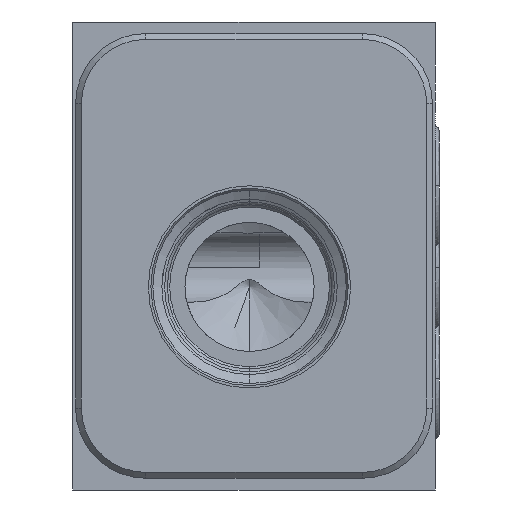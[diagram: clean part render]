
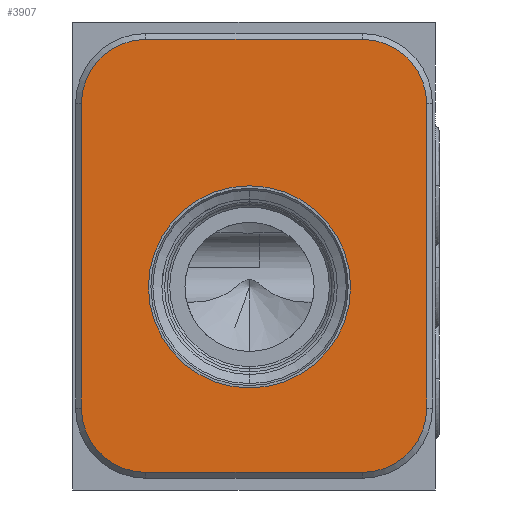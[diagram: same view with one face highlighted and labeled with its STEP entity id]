
A CAD part, left-side view. The second image highlights one B-rep face of the part: STEP entity #3907.
In plain terms, the highlighted planar face has unit normal (-1, 0, 0).
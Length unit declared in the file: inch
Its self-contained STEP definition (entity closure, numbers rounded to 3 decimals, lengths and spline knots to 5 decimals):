
#992=CARTESIAN_POINT('',(0.,-1.547,0.438));
#993=DIRECTION('',(1.,0.,0.));
#994=DIRECTION('',(0.,-1.,0.));
#995=AXIS2_PLACEMENT_3D('',#992,#993,#994);
#1006=CARTESIAN_POINT('',(0.,-0.945,1.085));
#1007=DIRECTION('',(1.,0.,0.));
#1008=DIRECTION('',(0.,0.,-1.));
#1009=AXIS2_PLACEMENT_3D('',#1006,#1007,#1008);
#1011=CARTESIAN_POINT('',(0.,-0.945,1.085));
#1012=DIRECTION('',(1.,0.,0.));
#1013=DIRECTION('',(0.,0.,1.));
#1014=AXIS2_PLACEMENT_3D('',#1011,#1012,#1013);
#2409=DIRECTION('',(0.,1.,0.));
#2410=VECTOR('',#2409,1.156);
#2411=CARTESIAN_POINT('',(0.,-1.547,0.094));
#2412=LINE('',#2411,#2410);
#2429=CARTESIAN_POINT('',(0.,-0.391,0.438));
#2430=DIRECTION('',(1.,0.,0.));
#2431=DIRECTION('',(0.,0.,-1.));
#2432=AXIS2_PLACEMENT_3D('',#2429,#2430,#2431);
#2447=DIRECTION('',(0.,0.,1.));
#2448=VECTOR('',#2447,1.625);
#2449=CARTESIAN_POINT('',(0.,-0.047,0.438));
#2450=LINE('',#2449,#2448);
#2463=CARTESIAN_POINT('',(0.,-0.391,2.063));
#2464=DIRECTION('',(1.,0.,0.));
#2465=DIRECTION('',(0.,1.,0.));
#2466=AXIS2_PLACEMENT_3D('',#2463,#2464,#2465);
#2477=DIRECTION('',(0.,-1.,0.));
#2478=VECTOR('',#2477,1.156);
#2479=CARTESIAN_POINT('',(0.,-0.391,2.407));
#2480=LINE('',#2479,#2478);
#2497=CARTESIAN_POINT('',(0.,-1.547,2.063));
#2498=DIRECTION('',(1.,0.,0.));
#2499=DIRECTION('',(0.,0.,1.));
#2500=AXIS2_PLACEMENT_3D('',#2497,#2498,#2499);
#2511=DIRECTION('',(0.,0.,-1.));
#2512=VECTOR('',#2511,1.625);
#2513=CARTESIAN_POINT('',(0.,-1.891,2.063));
#2514=LINE('',#2513,#2512);
#2832=CARTESIAN_POINT('',(0.,-0.945,0.545));
#2833=CARTESIAN_POINT('',(0.,-0.945,1.625));
#2834=VERTEX_POINT('',#2832);
#2835=VERTEX_POINT('',#2833);
#2892=CARTESIAN_POINT('',(0.,-0.047,0.438));
#2893=CARTESIAN_POINT('',(0.,-0.047,2.063));
#2894=VERTEX_POINT('',#2892);
#2895=VERTEX_POINT('',#2893);
#2900=CARTESIAN_POINT('',(0.,-0.391,2.407));
#2901=VERTEX_POINT('',#2900);
#2904=CARTESIAN_POINT('',(0.,-1.547,2.407));
#2905=VERTEX_POINT('',#2904);
#2908=CARTESIAN_POINT('',(0.,-1.891,2.063));
#2909=VERTEX_POINT('',#2908);
#2912=CARTESIAN_POINT('',(0.,-1.891,0.438));
#2913=VERTEX_POINT('',#2912);
#2916=CARTESIAN_POINT('',(0.,-1.547,0.094));
#2917=VERTEX_POINT('',#2916);
#2920=CARTESIAN_POINT('',(0.,-0.391,0.094));
#2921=VERTEX_POINT('',#2920);
#3879=CARTESIAN_POINT('',(0.,0.,0.));
#3880=DIRECTION('',(-1.,0.,0.));
#3881=DIRECTION('',(0.,-1.,0.));
#3882=AXIS2_PLACEMENT_3D('',#3879,#3880,#3881);
#3883=PLANE('',#3882);
#3884=ORIENTED_EDGE('',*,*,#3869,.T.);
#3886=ORIENTED_EDGE('',*,*,#3885,.T.);
#3888=ORIENTED_EDGE('',*,*,#3887,.T.);
#3890=ORIENTED_EDGE('',*,*,#3889,.T.);
#3892=ORIENTED_EDGE('',*,*,#3891,.T.);
#3894=ORIENTED_EDGE('',*,*,#3893,.T.);
#3896=ORIENTED_EDGE('',*,*,#3895,.T.);
#3898=ORIENTED_EDGE('',*,*,#3897,.T.);
#3899=EDGE_LOOP('',(#3884,#3886,#3888,#3890,#3892,#3894,#3896,#3898));
#3900=FACE_OUTER_BOUND('',#3899,.F.);
#3902=ORIENTED_EDGE('',*,*,#3901,.F.);
#3904=ORIENTED_EDGE('',*,*,#3903,.F.);
#3905=EDGE_LOOP('',(#3902,#3904));
#3906=FACE_BOUND('',#3905,.F.);
#3907=ADVANCED_FACE('',(#3900,#3906),#3883,.T.);
#996=CIRCLE('',#995,0.344);
#1010=CIRCLE('',#1009,0.54);
#1015=CIRCLE('',#1014,0.54);
#2433=CIRCLE('',#2432,0.344);
#2467=CIRCLE('',#2466,0.344);
#2501=CIRCLE('',#2500,0.344);
#3869=EDGE_CURVE('',#2913,#2917,#996,.T.);
#3885=EDGE_CURVE('',#2917,#2921,#2412,.T.);
#3887=EDGE_CURVE('',#2921,#2894,#2433,.T.);
#3889=EDGE_CURVE('',#2894,#2895,#2450,.T.);
#3891=EDGE_CURVE('',#2895,#2901,#2467,.T.);
#3893=EDGE_CURVE('',#2901,#2905,#2480,.T.);
#3895=EDGE_CURVE('',#2905,#2909,#2501,.T.);
#3897=EDGE_CURVE('',#2909,#2913,#2514,.T.);
#3901=EDGE_CURVE('',#2834,#2835,#1010,.T.);
#3903=EDGE_CURVE('',#2835,#2834,#1015,.T.);
